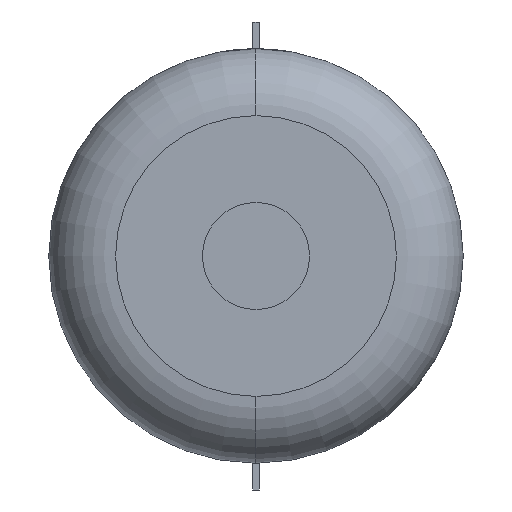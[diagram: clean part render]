
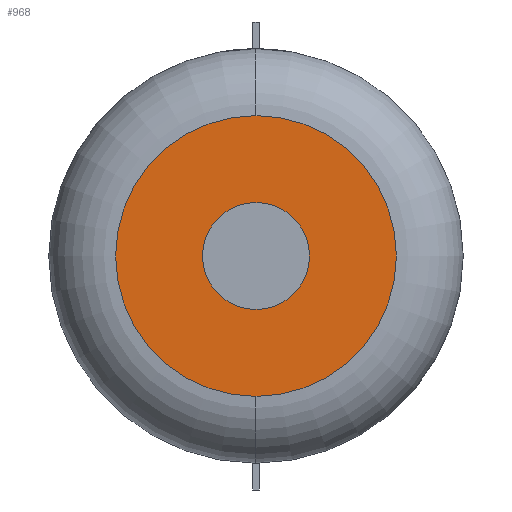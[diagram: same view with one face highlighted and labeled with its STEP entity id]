
A CAD part, left-side view. The second image highlights one B-rep face of the part: STEP entity #968.
In plain terms, the highlighted planar face has unit normal (-1, 0, 0).
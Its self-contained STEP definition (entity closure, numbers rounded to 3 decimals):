
#11 = VERTEX_POINT ( 'NONE', #5994 ) ;
#315 = ORIENTED_EDGE ( 'NONE', *, *, #5330, .T. ) ;
#532 = CIRCLE ( 'NONE', #6133, 10.5 ) ;
#539 = AXIS2_PLACEMENT_3D ( 'NONE', #1379, #7011, #6381 ) ;
#562 = DIRECTION ( 'NONE',  ( 0., 0., -1. ) ) ;
#673 = AXIS2_PLACEMENT_3D ( 'NONE', #2113, #1456, #2639 ) ;
#968 = ADVANCED_FACE ( 'NONE', ( #1339, #2139 ), #1527, .F. ) ;
#1040 = CARTESIAN_POINT ( 'NONE',  ( 0., 0., 0. ) ) ;
#1076 = AXIS2_PLACEMENT_3D ( 'NONE', #4891, #1448, #1489 ) ;
#1218 = AXIS2_PLACEMENT_3D ( 'NONE', #1040, #6726, #562 ) ;
#1339 = FACE_OUTER_BOUND ( 'NONE', #3131, .T. ) ;
#1379 = CARTESIAN_POINT ( 'NONE',  ( 0., 0., 0. ) ) ;
#1448 = DIRECTION ( 'NONE',  ( -1., 0., 0. ) ) ;
#1456 = DIRECTION ( 'NONE',  ( 1., 0., 0. ) ) ;
#1489 = DIRECTION ( 'NONE',  ( 0., 0., -1. ) ) ;
#1522 = CARTESIAN_POINT ( 'NONE',  ( 0., 0., 4. ) ) ;
#1527 = PLANE ( 'NONE',  #673 ) ;
#1695 = ORIENTED_EDGE ( 'NONE', *, *, #2163, .F. ) ;
#1746 = CARTESIAN_POINT ( 'NONE',  ( 0., 0., -4. ) ) ;
#1923 = EDGE_CURVE ( 'NONE', #5209, #11, #5965, .T. ) ;
#2113 = CARTESIAN_POINT ( 'NONE',  ( 0., 0., 0. ) ) ;
#2139 = FACE_BOUND ( 'NONE', #7133, .T. ) ;
#2163 = EDGE_CURVE ( 'NONE', #5872, #2555, #5010, .T. ) ;
#2206 = DIRECTION ( 'NONE',  ( -1., 0., 0. ) ) ;
#2555 = VERTEX_POINT ( 'NONE', #1522 ) ;
#2591 = ORIENTED_EDGE ( 'NONE', *, *, #6011, .F. ) ;
#2639 = DIRECTION ( 'NONE',  ( 0., 0., -1. ) ) ;
#3131 = EDGE_LOOP ( 'NONE', ( #6519, #315 ) ) ;
#4891 = CARTESIAN_POINT ( 'NONE',  ( 0., 0., 0. ) ) ;
#5010 = CIRCLE ( 'NONE', #1218, 4. ) ;
#5209 = VERTEX_POINT ( 'NONE', #6093 ) ;
#5330 = EDGE_CURVE ( 'NONE', #11, #5209, #532, .T. ) ;
#5476 = CIRCLE ( 'NONE', #1076, 4. ) ;
#5662 = DIRECTION ( 'NONE',  ( 0., 0., -1. ) ) ;
#5872 = VERTEX_POINT ( 'NONE', #1746 ) ;
#5965 = CIRCLE ( 'NONE', #539, 10.5 ) ;
#5994 = CARTESIAN_POINT ( 'NONE',  ( 0., 0., 10.5 ) ) ;
#6011 = EDGE_CURVE ( 'NONE', #2555, #5872, #5476, .T. ) ;
#6093 = CARTESIAN_POINT ( 'NONE',  ( 0., 0., -10.5 ) ) ;
#6133 = AXIS2_PLACEMENT_3D ( 'NONE', #7287, #2206, #5662 ) ;
#6381 = DIRECTION ( 'NONE',  ( 0., 0., -1. ) ) ;
#6519 = ORIENTED_EDGE ( 'NONE', *, *, #1923, .T. ) ;
#6726 = DIRECTION ( 'NONE',  ( -1., 0., 0. ) ) ;
#7011 = DIRECTION ( 'NONE',  ( -1., 0., 0. ) ) ;
#7133 = EDGE_LOOP ( 'NONE', ( #1695, #2591 ) ) ;
#7287 = CARTESIAN_POINT ( 'NONE',  ( 0., 0., 0. ) ) ;
